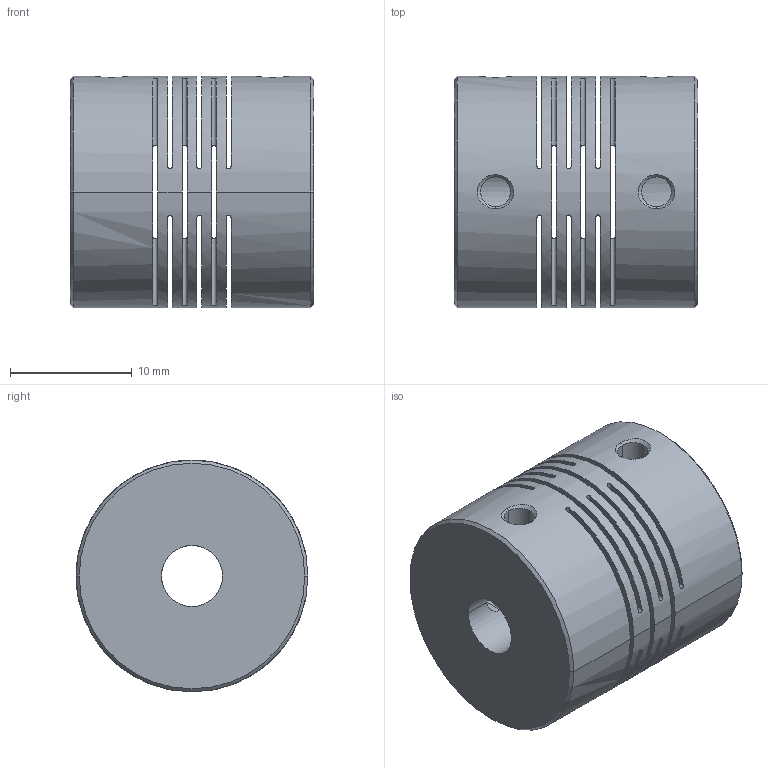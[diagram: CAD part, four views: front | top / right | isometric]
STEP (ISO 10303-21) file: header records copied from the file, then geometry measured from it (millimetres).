
FILE_DESCRIPTION( ( '' ), '1' );
FILE_NAME( 'cpsx19_5_8_2_03.stp', '2014-05-23T04:05:53', ( '' ), ( '' ), ' ', ' ', ' ' );
FILE_SCHEMA( ( 'CONFIG_CONTROL_DESIGN' ) );
Length unit declared in the file: millimetre
Products named in the file (1): 1
Bounding box: 20 x 19 x 19 mm (x, y, z)
Volume: 4263.3 mm3; surface area: 4414.9 mm2
Topology: 1 solids, 1 shells, 76 faces, 263 edges, 173 vertices
Faces by surface type: cylinder 40, plane 24, cone 12
Entity records: 4248 total; most frequent: CARTESIAN_POINT 1933, ORIENTED_EDGE 526, DIRECTION 438, EDGE_CURVE 263, AXIS2_PLACEMENT_3D 174, VERTEX_POINT 173, CIRCLE 97, EDGE_LOOP 94
